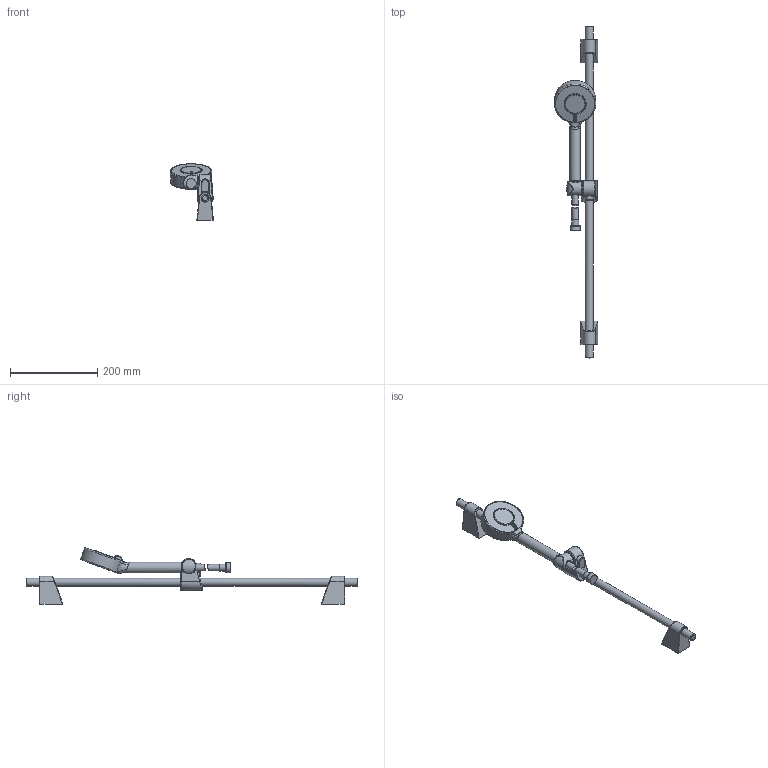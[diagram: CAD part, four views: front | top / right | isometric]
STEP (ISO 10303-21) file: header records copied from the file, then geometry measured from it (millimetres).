
FILE_DESCRIPTION (( 'STEP AP203' ), '1' );
FILE_NAME ('546(2016)+44780233.STEP', '2017-03-09T05:55:17', ( '' ), ( '' ), 'SwSTEP 2.0', 'SolidWorks 2016', '' );
FILE_SCHEMA (( 'CONFIG_CONTROL_DESIGN' ));
Length unit declared in the file: millimetre
Products named in the file (1): 546(2016)+44780233
Bounding box: 98.94 x 762.76 x 129.64 mm (x, y, z)
Volume: 749588.3 mm3; surface area: 115147.6 mm2
Topology: 3 solids, 3 shells, 159 faces, 379 edges, 241 vertices
Faces by surface type: bspline 70, cylinder 37, plane 32, torus 11, cone 6, sphere 3
Full cylindrical faces by diameter (mm): 15 x2, 16.1 x1, 17.8 x4, 21 x1, 22.6 x1, 22.95 x1, 90 x1
Entity records: 14799 total; most frequent: CARTESIAN_POINT 11912, ORIENTED_EDGE 676, DIRECTION 381, EDGE_CURVE 338, VERTEX_POINT 225, EDGE_LOOP 197, FACE_OUTER_BOUND 177, B_SPLINE_CURVE_WITH_KNOTS 167
